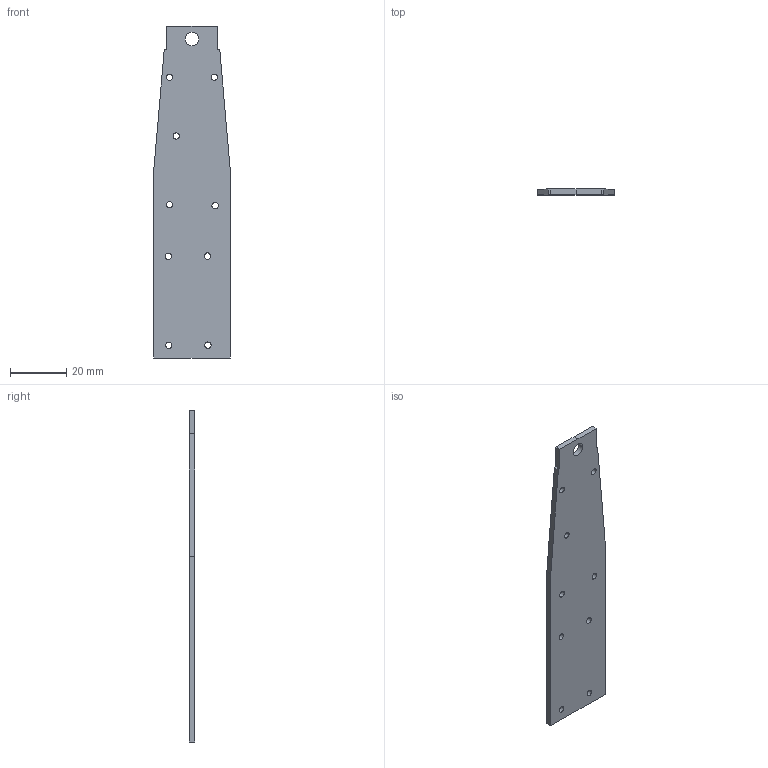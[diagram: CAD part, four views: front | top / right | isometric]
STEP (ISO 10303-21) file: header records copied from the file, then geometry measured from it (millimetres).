
FILE_DESCRIPTION(('CATIA V5 STEP Exchange','CAx-IF Rec.Pracs.--- Model Styling and Organization---1.4--- 2014-01-23','CAx-IF Rec.Pracs.---3D Tessellated Data Validation Properties---0.5---2014-09-14'),'2;1');
FILE_NAME('sledlol.stp','2025-01-15T06:51:57+00:00',('none'),('none'),'CATIA Version 5-6 Release 2019 SP6','CATIA V5 STEP AP242 v1','none');
FILE_SCHEMA(('AP242_MANAGED_MODEL_BASED_3D_ENGINEERING_MIM_LF {1 0 10303 442 1 1 4}'));
Length unit declared in the file: millimetre
Products named in the file (1): FG SLed
Bounding box: 27.43 x 2 x 118.3 mm (x, y, z)
Volume: 5892.1 mm3; surface area: 6618.1 mm2
Topology: 1 solids, 1 shells, 34 faces, 96 edges, 64 vertices
Faces by surface type: cylinder 20, plane 14
Entity records: 1076 total; most frequent: ORIENTED_EDGE 192, CARTESIAN_POINT 182, DIRECTION 138, EDGE_CURVE 96, VERTEX_POINT 64, AXIS2_PLACEMENT_3D 62, VECTOR 56, LINE 56
